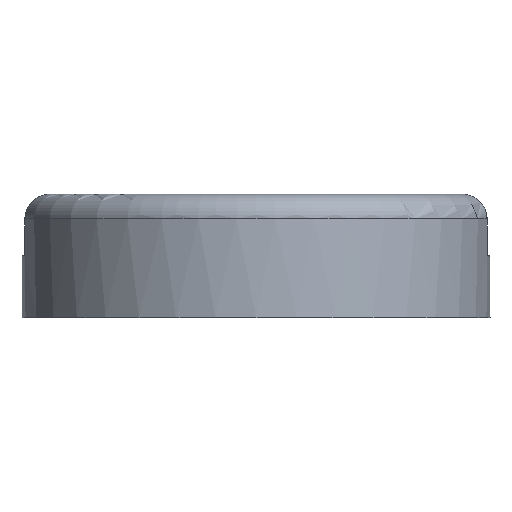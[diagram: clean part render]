
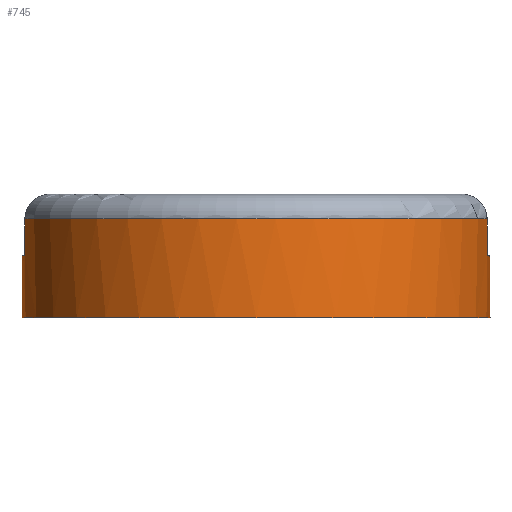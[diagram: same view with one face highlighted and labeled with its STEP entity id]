
A CAD part, front view. The second image highlights one B-rep face of the part: STEP entity #745.
In plain terms, the highlighted cylindrical face has radius 4.755 mm (diameter 9.51 mm), a full revolution.
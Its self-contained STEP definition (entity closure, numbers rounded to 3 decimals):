
#46=FACE_OUTER_BOUND('',#87,.T.);
#87=EDGE_LOOP('',(#519,#520,#521,#522,#523,#524,#525,#526,#527,#528,#529,
#530));
#125=CIRCLE('',#802,4.755);
#126=CIRCLE('',#805,4.755);
#127=CIRCLE('',#806,4.755);
#128=CIRCLE('',#807,4.755);
#129=CIRCLE('',#808,4.755);
#130=CIRCLE('',#809,4.755);
#211=LINE('',#1145,#249);
#218=LINE('',#1206,#256);
#219=LINE('',#1210,#257);
#220=LINE('',#1214,#258);
#221=LINE('',#1218,#259);
#249=VECTOR('',#865,10.);
#256=VECTOR('',#874,10.);
#257=VECTOR('',#877,10.);
#258=VECTOR('',#880,10.);
#259=VECTOR('',#883,4.755);
#298=VERTEX_POINT('',#1117);
#301=VERTEX_POINT('',#1131);
#302=VERTEX_POINT('',#1144);
#313=VERTEX_POINT('',#1205);
#314=VERTEX_POINT('',#1207);
#315=VERTEX_POINT('',#1209);
#316=VERTEX_POINT('',#1211);
#317=VERTEX_POINT('',#1213);
#318=VERTEX_POINT('',#1215);
#319=VERTEX_POINT('',#1217);
#382=EDGE_CURVE('',#301,#298,#125,.T.);
#383=EDGE_CURVE('',#302,#298,#211,.T.);
#396=EDGE_CURVE('',#301,#313,#218,.T.);
#397=EDGE_CURVE('',#313,#314,#126,.T.);
#398=EDGE_CURVE('',#314,#315,#219,.T.);
#399=EDGE_CURVE('',#316,#315,#127,.T.);
#400=EDGE_CURVE('',#316,#317,#220,.T.);
#401=EDGE_CURVE('',#317,#318,#128,.T.);
#402=EDGE_CURVE('',#318,#319,#221,.T.);
#403=EDGE_CURVE('',#319,#319,#129,.T.);
#404=EDGE_CURVE('',#318,#302,#130,.T.);
#519=ORIENTED_EDGE('',*,*,#382,.F.);
#520=ORIENTED_EDGE('',*,*,#396,.T.);
#521=ORIENTED_EDGE('',*,*,#397,.T.);
#522=ORIENTED_EDGE('',*,*,#398,.T.);
#523=ORIENTED_EDGE('',*,*,#399,.F.);
#524=ORIENTED_EDGE('',*,*,#400,.T.);
#525=ORIENTED_EDGE('',*,*,#401,.T.);
#526=ORIENTED_EDGE('',*,*,#402,.T.);
#527=ORIENTED_EDGE('',*,*,#403,.T.);
#528=ORIENTED_EDGE('',*,*,#402,.F.);
#529=ORIENTED_EDGE('',*,*,#404,.T.);
#530=ORIENTED_EDGE('',*,*,#383,.T.);
#725=CYLINDRICAL_SURFACE('',#804,4.755);
#745=ADVANCED_FACE('',(#46),#725,.T.);
#802=AXIS2_PLACEMENT_3D('',#1142,#861,#862);
#804=AXIS2_PLACEMENT_3D('',#1204,#872,#873);
#805=AXIS2_PLACEMENT_3D('',#1208,#875,#876);
#806=AXIS2_PLACEMENT_3D('',#1212,#878,#879);
#807=AXIS2_PLACEMENT_3D('',#1216,#881,#882);
#808=AXIS2_PLACEMENT_3D('',#1219,#884,#885);
#809=AXIS2_PLACEMENT_3D('',#1220,#886,#887);
#861=DIRECTION('center_axis',(0.,0.,1.));
#862=DIRECTION('ref_axis',(0.,1.,0.));
#865=DIRECTION('',(0.,0.,1.));
#872=DIRECTION('center_axis',(0.,0.,1.));
#873=DIRECTION('ref_axis',(1.,0.,0.));
#874=DIRECTION('',(0.,0.,-1.));
#875=DIRECTION('center_axis',(0.,0.,-1.));
#876=DIRECTION('ref_axis',(1.,0.,0.));
#877=DIRECTION('',(0.,0.,1.));
#878=DIRECTION('center_axis',(0.,0.,1.));
#879=DIRECTION('ref_axis',(0.,-1.,0.));
#880=DIRECTION('',(0.,0.,-1.));
#881=DIRECTION('center_axis',(0.,0.,-1.));
#882=DIRECTION('ref_axis',(1.,0.,0.));
#883=DIRECTION('',(0.,0.,-1.));
#884=DIRECTION('center_axis',(0.,0.,1.));
#885=DIRECTION('ref_axis',(1.,0.,0.));
#886=DIRECTION('center_axis',(0.,0.,-1.));
#887=DIRECTION('ref_axis',(1.,0.,0.));
#1117=CARTESIAN_POINT('',(-4.695,0.75,2.01));
#1131=CARTESIAN_POINT('',(4.695,0.75,2.01));
#1142=CARTESIAN_POINT('Origin',(0.,0.,2.01));
#1144=CARTESIAN_POINT('',(-4.695,0.75,1.26));
#1145=CARTESIAN_POINT('',(-4.695,0.75,0.));
#1204=CARTESIAN_POINT('Origin',(0.,0.,0.));
#1205=CARTESIAN_POINT('',(4.695,0.75,1.26));
#1206=CARTESIAN_POINT('',(4.695,0.75,0.));
#1207=CARTESIAN_POINT('',(4.695,-0.75,1.26));
#1208=CARTESIAN_POINT('Origin',(0.,0.,1.26));
#1209=CARTESIAN_POINT('',(4.695,-0.75,2.01));
#1210=CARTESIAN_POINT('',(4.695,-0.75,0.));
#1211=CARTESIAN_POINT('',(-4.695,-0.75,2.01));
#1212=CARTESIAN_POINT('Origin',(0.,0.,2.01));
#1213=CARTESIAN_POINT('',(-4.695,-0.75,1.26));
#1214=CARTESIAN_POINT('',(-4.695,-0.75,0.));
#1215=CARTESIAN_POINT('',(-4.755,0.,1.26));
#1216=CARTESIAN_POINT('Origin',(0.,0.,1.26));
#1217=CARTESIAN_POINT('',(-4.755,0.,0.));
#1218=CARTESIAN_POINT('',(-4.755,0.,0.));
#1219=CARTESIAN_POINT('Origin',(0.,0.,0.));
#1220=CARTESIAN_POINT('Origin',(0.,0.,1.26));
